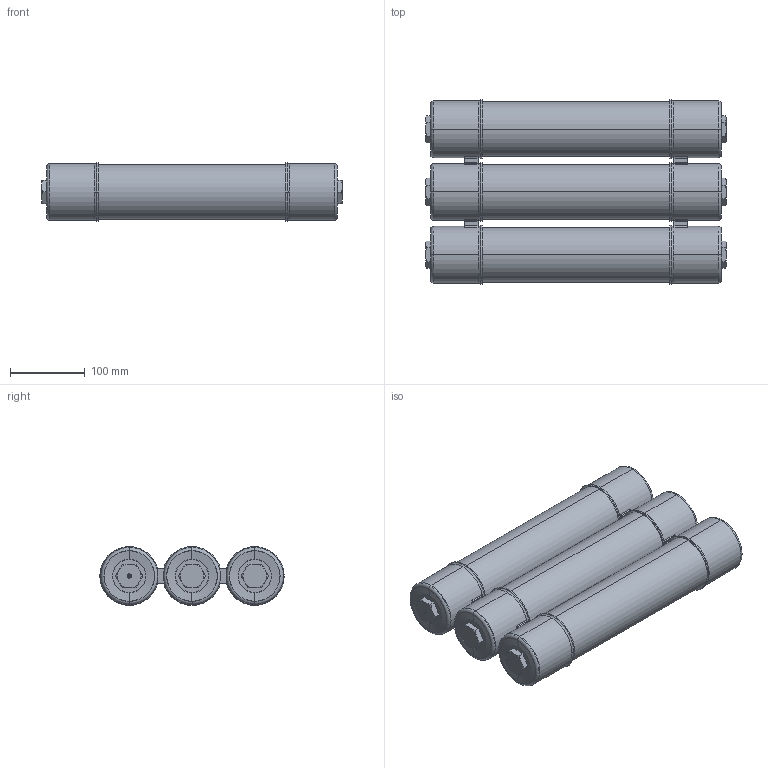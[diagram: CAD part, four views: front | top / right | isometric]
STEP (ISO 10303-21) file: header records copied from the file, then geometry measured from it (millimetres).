
FILE_DESCRIPTION (( 'STEP AP214' ), '1' );
FILE_NAME ('18671.STEP', '2024-06-11T19:13:47', ( '' ), ( '' ), 'SwSTEP 2.0', 'SolidWorks 2021', '' );
FILE_SCHEMA (( 'AUTOMOTIVE_DESIGN' ));
Length unit declared in the file: inch
Products named in the file (18): 130009_-007; 19909_19909; Copy of 979103557^360032; 11378_CRIMPED; 23602_23602; 330067_-001; 36016_11378; 360014_-001; 9399_9399; 210008_-001; 360032_-001; Copy of Copy of 979103557^360033; Copy of 919509943^360032; 340012_-001 SET; 360033; 150E RTV SEALER^340012; 18671; 13683_11378
Assembly tree (26 placements, depth 4):
  18671
    360014_-001  x3
      130009_-007
      23602_23602
    360033  x2
      19909_19909
      360032_-001
        330067_-001
        19909_19909  x2
        Copy of 919509943^360032
        Copy of 979103557^360032
      330067_-001
      Copy of Copy of 979103557^360033
    13683_11378  x4
    340012_-001 SET
      11378_CRIMPED
      210008_-001
      150E RTV SEALER^340012
    36016_11378
    9399_9399
Bounding box: 403.35 x 246.99 x 78.74 mm (x, y, z)
Volume: 1056298 mm3; surface area: 791951.4 mm2
Topology: 37 solids, 37 shells, 997 faces, 2541 edges, 1642 vertices
Faces by surface type: cylinder 350, plane 339, cone 108, torus 98, sphere 66, bspline 36
Entity records: 15994 total; most frequent: CARTESIAN_POINT 4333, ORIENTED_EDGE 2004, DIRECTION 1993, EDGE_CURVE 1002, AXIS2_PLACEMENT_3D 810, VERTEX_POINT 642, EDGE_LOOP 426, FACE_OUTER_BOUND 405
